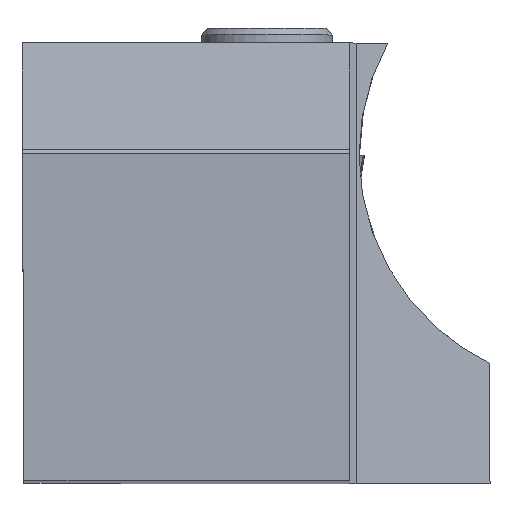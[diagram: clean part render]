
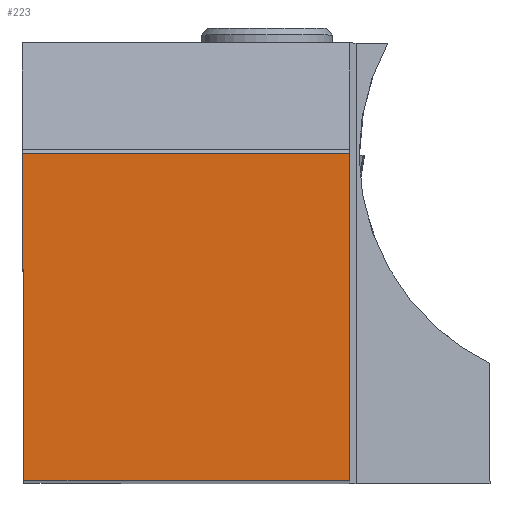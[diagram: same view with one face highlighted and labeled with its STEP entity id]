
A CAD part, top view. The second image highlights one B-rep face of the part: STEP entity #223.
In plain terms, the highlighted planar face has unit normal (0, 0, 1).
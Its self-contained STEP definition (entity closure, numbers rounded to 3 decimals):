
#223=ADVANCED_FACE('BLANK_BOXF006',(#345),#268,.F.);
#268=PLANE('',#1704);
#345=FACE_OUTER_BOUND('',#428,.T.);
#428=EDGE_LOOP('',(#812,#813,#814,#815));
#812=ORIENTED_EDGE('',*,*,#1233,.T.);
#813=ORIENTED_EDGE('',*,*,#1234,.T.);
#814=ORIENTED_EDGE('',*,*,#1229,.T.);
#815=ORIENTED_EDGE('',*,*,#1224,.T.);
#1029=VERTEX_POINT('',#3737);
#1030=VERTEX_POINT('',#3739);
#1032=VERTEX_POINT('',#3748);
#1035=VERTEX_POINT('',#3756);
#1224=EDGE_CURVE('',#1030,#1029,#1345,.T.);
#1229=EDGE_CURVE('',#1032,#1030,#1350,.T.);
#1233=EDGE_CURVE('',#1029,#1035,#1354,.T.);
#1234=EDGE_CURVE('',#1035,#1032,#1355,.T.);
#1345=LINE('',#3738,#1472);
#1350=LINE('',#3747,#1477);
#1354=LINE('',#3755,#1481);
#1355=LINE('',#3757,#1482);
#1472=VECTOR('',#1984,1.);
#1477=VECTOR('',#1993,1.);
#1481=VECTOR('',#1999,1.);
#1482=VECTOR('',#2000,1.);
#1704=AXIS2_PLACEMENT_3D('',#3758,#2001,#2002);
#1984=DIRECTION('',(1.,0.,0.));
#1993=DIRECTION('',(0.004,-1.,0.));
#1999=DIRECTION('',(0.,1.,0.));
#2000=DIRECTION('',(-1.,0.,0.));
#2001=DIRECTION('',(0.,0.,-1.));
#2002=DIRECTION('',(0.,-1.,0.));
#3737=CARTESIAN_POINT('',(24.875,0.,0.));
#3738=CARTESIAN_POINT('',(-150.45,0.,0.));
#3739=CARTESIAN_POINT('',(0.109,0.,0.));
#3747=CARTESIAN_POINT('',(-0.548,150.449,0.));
#3748=CARTESIAN_POINT('',(0.,24.875,0.));
#3755=CARTESIAN_POINT('',(24.875,-150.45,0.));
#3756=CARTESIAN_POINT('',(24.875,24.875,0.));
#3757=CARTESIAN_POINT('',(150.45,24.875,0.));
#3758=CARTESIAN_POINT('',(35.561,-5.,0.));
